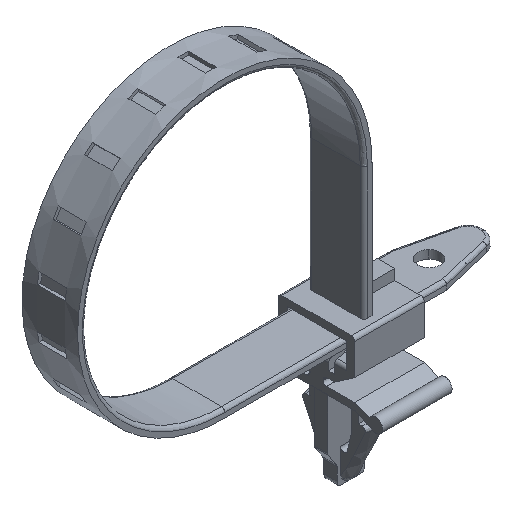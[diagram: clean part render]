
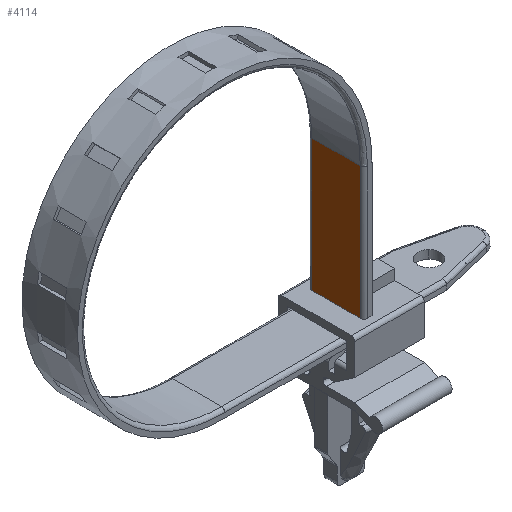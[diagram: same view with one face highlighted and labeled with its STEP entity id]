
A CAD part, isometric view. The second image highlights one B-rep face of the part: STEP entity #4114.
In plain terms, the highlighted free-form (B-spline) face has degree [1, 1] with [2, 2] control points.
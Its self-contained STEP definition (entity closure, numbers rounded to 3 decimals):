
#625=CARTESIAN_POINT('',(10.0,3.5,10.0));
#626=VERTEX_POINT('',#625);
#647=CARTESIAN_POINT('',(10.0,3.5,-9.));
#648=VERTEX_POINT('',#647);
#660=CARTESIAN_POINT('',(10.0,3.5,10.0));
#661=CARTESIAN_POINT('',(10.0,3.5,-9.));
#662=QUASI_UNIFORM_CURVE('',1,(#660,#661),.UNSPECIFIED.,.F.,.U.);
#663=EDGE_CURVE('',#626,#648,#662,.T.);
#1098=CARTESIAN_POINT('',(10.0,-3.5,10.0));
#1099=VERTEX_POINT('',#1098);
#1244=CARTESIAN_POINT('',(10.0,-3.5,-9.));
#1245=VERTEX_POINT('',#1244);
#1263=CARTESIAN_POINT('',(10.0,-3.5,-9.));
#1264=CARTESIAN_POINT('',(10.0,-3.5,10.0));
#1265=QUASI_UNIFORM_CURVE('',1,(#1263,#1264),.UNSPECIFIED.,.F.,.U.);
#1266=EDGE_CURVE('',#1245,#1099,#1265,.T.);
#3336=CARTESIAN_POINT('',(10.0,-1.25,-9.));
#3337=VERTEX_POINT('',#3336);
#3338=CARTESIAN_POINT('',(10.0,-1.25,-9.));
#3339=CARTESIAN_POINT('',(10.0,-3.5,-9.));
#3340=QUASI_UNIFORM_CURVE('',1,(#3338,#3339),.UNSPECIFIED.,.F.,.U.);
#3341=EDGE_CURVE('',#3337,#1245,#3340,.T.);
#3395=CARTESIAN_POINT('',(10.0,3.5,10.0));
#3396=CARTESIAN_POINT('',(10.0,-3.5,10.0));
#3397=QUASI_UNIFORM_CURVE('',1,(#3395,#3396),.UNSPECIFIED.,.F.,.U.);
#3398=EDGE_CURVE('',#626,#1099,#3397,.T.);
#3853=CARTESIAN_POINT('',(10.0,1.25,-9.));
#3854=VERTEX_POINT('',#3853);
#3860=CARTESIAN_POINT('',(10.0,3.5,-9.));
#3861=CARTESIAN_POINT('',(10.0,1.25,-9.));
#3862=QUASI_UNIFORM_CURVE('',1,(#3860,#3861),.UNSPECIFIED.,.F.,.U.);
#3863=EDGE_CURVE('',#648,#3854,#3862,.T.);
#4097=CARTESIAN_POINT('',(10.0,-3.85,-9.949));
#4098=CARTESIAN_POINT('',(10.0,-3.85,10.949));
#4099=CARTESIAN_POINT('',(10.0,3.85,-9.949));
#4100=CARTESIAN_POINT('',(10.0,3.85,10.949));
#4101=B_SPLINE_SURFACE_WITH_KNOTS('',1,1,((#4097,#4099),(#4098,#4100)),.UNSPECIFIED.,.F.,.F.,.U.,(2,2),(2,2),(0.0,20.898),(0.0,7.699),.UNSPECIFIED.);
#4102=ORIENTED_EDGE('',*,*,#3341,.T.);
#4103=ORIENTED_EDGE('',*,*,#1266,.T.);
#4104=ORIENTED_EDGE('',*,*,#3398,.F.);
#4105=ORIENTED_EDGE('',*,*,#663,.T.);
#4106=ORIENTED_EDGE('',*,*,#3863,.T.);
#4107=CARTESIAN_POINT('',(10.0,-1.25,-9.));
#4108=CARTESIAN_POINT('',(10.0,1.25,-9.));
#4109=QUASI_UNIFORM_CURVE('',1,(#4107,#4108),.UNSPECIFIED.,.F.,.U.);
#4110=EDGE_CURVE('',#3337,#3854,#4109,.T.);
#4111=ORIENTED_EDGE('',*,*,#4110,.F.);
#4112=EDGE_LOOP('',(#4102,#4103,#4104,#4105,#4106,#4111));
#4113=FACE_OUTER_BOUND('',#4112,.T.);
#4114=ADVANCED_FACE('',(#4113),#4101,.T.);
